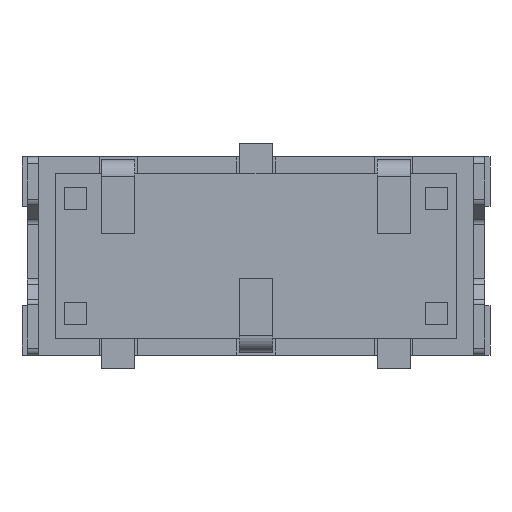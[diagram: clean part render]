
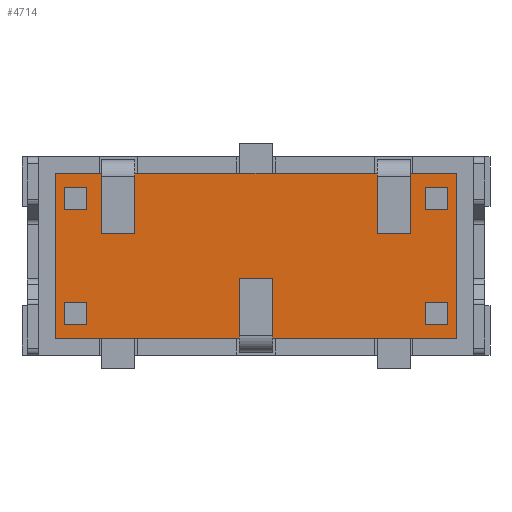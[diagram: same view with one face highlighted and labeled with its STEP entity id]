
A CAD part, front view. The second image highlights one B-rep face of the part: STEP entity #4714.
In plain terms, the highlighted planar face has unit normal (0, -1, 0).
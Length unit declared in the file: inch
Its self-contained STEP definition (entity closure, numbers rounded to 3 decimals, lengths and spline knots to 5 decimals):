
#34=DIRECTION('',(-1.,0.,0.));
#35=VECTOR('',#34,0.02362);
#36=CARTESIAN_POINT('',(0.11024,0.,0.05709));
#37=LINE('',#36,#35);
#38=DIRECTION('',(0.,0.,-1.));
#39=VECTOR('',#38,0.00197);
#40=CARTESIAN_POINT('',(0.11024,0.,0.05906));
#41=LINE('',#40,#39);
#42=DIRECTION('',(1.,0.,0.));
#43=VECTOR('',#42,0.03346);
#44=CARTESIAN_POINT('',(0.11024,0.,0.05906));
#45=LINE('',#44,#43);
#46=DIRECTION('',(0.,0.,-1.));
#47=VECTOR('',#46,0.11811);
#48=CARTESIAN_POINT('',(0.1437,0.,0.05906));
#49=LINE('',#48,#47);
#50=DIRECTION('',(-1.,0.,0.));
#51=VECTOR('',#50,0.13189);
#52=CARTESIAN_POINT('',(0.1437,0.,-0.05906));
#53=LINE('',#52,#51);
#54=DIRECTION('',(0.,0.,1.));
#55=VECTOR('',#54,0.00197);
#56=CARTESIAN_POINT('',(0.01181,0.,-0.05906));
#57=LINE('',#56,#55);
#58=DIRECTION('',(1.,0.,0.));
#59=VECTOR('',#58,0.02362);
#60=CARTESIAN_POINT('',(-0.01181,0.,-0.05709));
#61=LINE('',#60,#59);
#62=DIRECTION('',(0.,0.,1.));
#63=VECTOR('',#62,0.00197);
#64=CARTESIAN_POINT('',(-0.01181,0.,-0.05906));
#65=LINE('',#64,#63);
#66=DIRECTION('',(-1.,0.,0.));
#67=VECTOR('',#66,0.13189);
#68=CARTESIAN_POINT('',(-0.01181,0.,-0.05906));
#69=LINE('',#68,#67);
#70=DIRECTION('',(0.,0.,1.));
#71=VECTOR('',#70,0.11811);
#72=CARTESIAN_POINT('',(-0.1437,0.,-0.05906));
#73=LINE('',#72,#71);
#74=DIRECTION('',(1.,0.,0.));
#75=VECTOR('',#74,0.03346);
#76=CARTESIAN_POINT('',(-0.1437,0.,0.05906));
#77=LINE('',#76,#75);
#78=DIRECTION('',(0.,0.,-1.));
#79=VECTOR('',#78,0.00197);
#80=CARTESIAN_POINT('',(-0.11024,0.,0.05906));
#81=LINE('',#80,#79);
#82=DIRECTION('',(-1.,0.,0.));
#83=VECTOR('',#82,0.02362);
#84=CARTESIAN_POINT('',(-0.08661,0.,0.05709));
#85=LINE('',#84,#83);
#86=DIRECTION('',(0.,0.,-1.));
#87=VECTOR('',#86,0.00197);
#88=CARTESIAN_POINT('',(-0.08661,0.,0.05906));
#89=LINE('',#88,#87);
#90=DIRECTION('',(1.,0.,0.));
#91=VECTOR('',#90,0.17323);
#92=CARTESIAN_POINT('',(-0.08661,0.,0.05906));
#93=LINE('',#92,#91);
#94=DIRECTION('',(0.,0.,-1.));
#95=VECTOR('',#94,0.00197);
#96=CARTESIAN_POINT('',(0.08661,0.,0.05906));
#97=LINE('',#96,#95);
#98=DIRECTION('',(-1.,0.,0.));
#99=VECTOR('',#98,0.01575);
#100=CARTESIAN_POINT('',(-0.12126,0.,-0.03346));
#101=LINE('',#100,#99);
#102=DIRECTION('',(0.,0.,-1.));
#103=VECTOR('',#102,0.01575);
#104=CARTESIAN_POINT('',(-0.13701,0.,-0.03346));
#105=LINE('',#104,#103);
#106=DIRECTION('',(1.,0.,0.));
#107=VECTOR('',#106,0.01575);
#108=CARTESIAN_POINT('',(-0.13701,0.,-0.04921));
#109=LINE('',#108,#107);
#110=DIRECTION('',(0.,0.,1.));
#111=VECTOR('',#110,0.01575);
#112=CARTESIAN_POINT('',(-0.12126,0.,-0.04921));
#113=LINE('',#112,#111);
#114=DIRECTION('',(0.,0.,-1.));
#115=VECTOR('',#114,0.01575);
#116=CARTESIAN_POINT('',(0.12126,0.,-0.03346));
#117=LINE('',#116,#115);
#118=DIRECTION('',(1.,0.,0.));
#119=VECTOR('',#118,0.01575);
#120=CARTESIAN_POINT('',(0.12126,0.,-0.04921));
#121=LINE('',#120,#119);
#122=DIRECTION('',(0.,0.,1.));
#123=VECTOR('',#122,0.01575);
#124=CARTESIAN_POINT('',(0.13701,0.,-0.04921));
#125=LINE('',#124,#123);
#126=DIRECTION('',(-1.,0.,0.));
#127=VECTOR('',#126,0.01575);
#128=CARTESIAN_POINT('',(0.13701,0.,-0.03346));
#129=LINE('',#128,#127);
#130=DIRECTION('',(0.,0.,1.));
#131=VECTOR('',#130,0.01575);
#132=CARTESIAN_POINT('',(-0.12126,0.,0.03346));
#133=LINE('',#132,#131);
#134=DIRECTION('',(-1.,0.,0.));
#135=VECTOR('',#134,0.01575);
#136=CARTESIAN_POINT('',(-0.12126,0.,0.04921));
#137=LINE('',#136,#135);
#138=DIRECTION('',(0.,0.,-1.));
#139=VECTOR('',#138,0.01575);
#140=CARTESIAN_POINT('',(-0.13701,0.,0.04921));
#141=LINE('',#140,#139);
#142=DIRECTION('',(1.,0.,0.));
#143=VECTOR('',#142,0.01575);
#144=CARTESIAN_POINT('',(-0.13701,0.,0.03346));
#145=LINE('',#144,#143);
#146=DIRECTION('',(1.,0.,0.));
#147=VECTOR('',#146,0.01575);
#148=CARTESIAN_POINT('',(0.12126,0.,0.03346));
#149=LINE('',#148,#147);
#150=DIRECTION('',(0.,0.,1.));
#151=VECTOR('',#150,0.01575);
#152=CARTESIAN_POINT('',(0.13701,0.,0.03346));
#153=LINE('',#152,#151);
#154=DIRECTION('',(-1.,0.,0.));
#155=VECTOR('',#154,0.01575);
#156=CARTESIAN_POINT('',(0.13701,0.,0.04921));
#157=LINE('',#156,#155);
#158=DIRECTION('',(0.,0.,-1.));
#159=VECTOR('',#158,0.01575);
#160=CARTESIAN_POINT('',(0.12126,0.,0.04921));
#161=LINE('',#160,#159);
#3667=CARTESIAN_POINT('',(0.1437,0.,0.05906));
#3668=CARTESIAN_POINT('',(0.1437,0.,-0.05906));
#3669=VERTEX_POINT('',#3667);
#3670=VERTEX_POINT('',#3668);
#3671=CARTESIAN_POINT('',(-0.1437,0.,-0.05906));
#3672=CARTESIAN_POINT('',(-0.1437,0.,0.05906));
#3673=VERTEX_POINT('',#3671);
#3674=VERTEX_POINT('',#3672);
#3745=CARTESIAN_POINT('',(-0.12126,0.,-0.03346));
#3746=CARTESIAN_POINT('',(-0.13701,0.,-0.03346));
#3747=VERTEX_POINT('',#3745);
#3748=VERTEX_POINT('',#3746);
#3749=CARTESIAN_POINT('',(-0.13701,0.,-0.04921));
#3750=VERTEX_POINT('',#3749);
#3751=CARTESIAN_POINT('',(-0.12126,0.,-0.04921));
#3752=VERTEX_POINT('',#3751);
#3753=CARTESIAN_POINT('',(0.12126,0.,-0.03346));
#3754=CARTESIAN_POINT('',(0.12126,0.,-0.04921));
#3755=VERTEX_POINT('',#3753);
#3756=VERTEX_POINT('',#3754);
#3757=CARTESIAN_POINT('',(0.13701,0.,-0.04921));
#3758=VERTEX_POINT('',#3757);
#3759=CARTESIAN_POINT('',(0.13701,0.,-0.03346));
#3760=VERTEX_POINT('',#3759);
#3761=CARTESIAN_POINT('',(-0.12126,0.,0.03346));
#3762=CARTESIAN_POINT('',(-0.12126,0.,0.04921));
#3763=VERTEX_POINT('',#3761);
#3764=VERTEX_POINT('',#3762);
#3765=CARTESIAN_POINT('',(-0.13701,0.,0.04921));
#3766=VERTEX_POINT('',#3765);
#3767=CARTESIAN_POINT('',(-0.13701,0.,0.03346));
#3768=VERTEX_POINT('',#3767);
#3769=CARTESIAN_POINT('',(0.12126,0.,0.03346));
#3770=CARTESIAN_POINT('',(0.13701,0.,0.03346));
#3771=VERTEX_POINT('',#3769);
#3772=VERTEX_POINT('',#3770);
#3773=CARTESIAN_POINT('',(0.13701,0.,0.04921));
#3774=VERTEX_POINT('',#3773);
#3775=CARTESIAN_POINT('',(0.12126,0.,0.04921));
#3776=VERTEX_POINT('',#3775);
#4475=CARTESIAN_POINT('',(-0.01181,0.,-0.05709));
#4476=CARTESIAN_POINT('',(0.01181,0.,-0.05709));
#4477=VERTEX_POINT('',#4475);
#4478=VERTEX_POINT('',#4476);
#4479=CARTESIAN_POINT('',(-0.01181,0.,-0.05906));
#4480=VERTEX_POINT('',#4479);
#4481=CARTESIAN_POINT('',(0.01181,0.,-0.05906));
#4482=VERTEX_POINT('',#4481);
#4543=CARTESIAN_POINT('',(-0.08661,0.,0.05709));
#4544=CARTESIAN_POINT('',(-0.11024,0.,0.05709));
#4545=VERTEX_POINT('',#4543);
#4546=VERTEX_POINT('',#4544);
#4547=CARTESIAN_POINT('',(-0.08661,0.,0.05906));
#4548=VERTEX_POINT('',#4547);
#4549=CARTESIAN_POINT('',(-0.11024,0.,0.05906));
#4550=VERTEX_POINT('',#4549);
#4611=CARTESIAN_POINT('',(0.11024,0.,0.05709));
#4612=CARTESIAN_POINT('',(0.08661,0.,0.05709));
#4613=VERTEX_POINT('',#4611);
#4614=VERTEX_POINT('',#4612);
#4615=CARTESIAN_POINT('',(0.11024,0.,0.05906));
#4616=VERTEX_POINT('',#4615);
#4617=CARTESIAN_POINT('',(0.08661,0.,0.05906));
#4618=VERTEX_POINT('',#4617);
#4635=CARTESIAN_POINT('',(0.,0.,0.));
#4636=DIRECTION('',(0.,1.,0.));
#4637=DIRECTION('',(1.,0.,0.));
#4638=AXIS2_PLACEMENT_3D('',#4635,#4636,#4637);
#4639=PLANE('',#4638);
#4641=ORIENTED_EDGE('',*,*,#4640,.F.);
#4643=ORIENTED_EDGE('',*,*,#4642,.F.);
#4645=ORIENTED_EDGE('',*,*,#4644,.T.);
#4647=ORIENTED_EDGE('',*,*,#4646,.T.);
#4649=ORIENTED_EDGE('',*,*,#4648,.T.);
#4651=ORIENTED_EDGE('',*,*,#4650,.T.);
#4653=ORIENTED_EDGE('',*,*,#4652,.F.);
#4655=ORIENTED_EDGE('',*,*,#4654,.F.);
#4657=ORIENTED_EDGE('',*,*,#4656,.T.);
#4659=ORIENTED_EDGE('',*,*,#4658,.T.);
#4661=ORIENTED_EDGE('',*,*,#4660,.T.);
#4663=ORIENTED_EDGE('',*,*,#4662,.T.);
#4665=ORIENTED_EDGE('',*,*,#4664,.F.);
#4667=ORIENTED_EDGE('',*,*,#4666,.F.);
#4669=ORIENTED_EDGE('',*,*,#4668,.T.);
#4671=ORIENTED_EDGE('',*,*,#4670,.T.);
#4672=EDGE_LOOP('',(#4641,#4643,#4645,#4647,#4649,#4651,#4653,#4655,#4657,#4659,
#4661,#4663,#4665,#4667,#4669,#4671));
#4673=FACE_OUTER_BOUND('',#4672,.F.);
#4675=ORIENTED_EDGE('',*,*,#4674,.T.);
#4677=ORIENTED_EDGE('',*,*,#4676,.T.);
#4679=ORIENTED_EDGE('',*,*,#4678,.T.);
#4681=ORIENTED_EDGE('',*,*,#4680,.T.);
#4682=EDGE_LOOP('',(#4675,#4677,#4679,#4681));
#4683=FACE_BOUND('',#4682,.F.);
#4685=ORIENTED_EDGE('',*,*,#4684,.T.);
#4687=ORIENTED_EDGE('',*,*,#4686,.T.);
#4689=ORIENTED_EDGE('',*,*,#4688,.T.);
#4691=ORIENTED_EDGE('',*,*,#4690,.T.);
#4692=EDGE_LOOP('',(#4685,#4687,#4689,#4691));
#4693=FACE_BOUND('',#4692,.F.);
#4695=ORIENTED_EDGE('',*,*,#4694,.T.);
#4697=ORIENTED_EDGE('',*,*,#4696,.T.);
#4699=ORIENTED_EDGE('',*,*,#4698,.T.);
#4701=ORIENTED_EDGE('',*,*,#4700,.T.);
#4702=EDGE_LOOP('',(#4695,#4697,#4699,#4701));
#4703=FACE_BOUND('',#4702,.F.);
#4705=ORIENTED_EDGE('',*,*,#4704,.T.);
#4707=ORIENTED_EDGE('',*,*,#4706,.T.);
#4709=ORIENTED_EDGE('',*,*,#4708,.T.);
#4711=ORIENTED_EDGE('',*,*,#4710,.T.);
#4712=EDGE_LOOP('',(#4705,#4707,#4709,#4711));
#4713=FACE_BOUND('',#4712,.F.);
#4714=ADVANCED_FACE('',(#4673,#4683,#4693,#4703,#4713),#4639,.F.);
#4640=EDGE_CURVE('',#4613,#4614,#37,.T.);
#4642=EDGE_CURVE('',#4616,#4613,#41,.T.);
#4644=EDGE_CURVE('',#4616,#3669,#45,.T.);
#4646=EDGE_CURVE('',#3669,#3670,#49,.T.);
#4648=EDGE_CURVE('',#3670,#4482,#53,.T.);
#4650=EDGE_CURVE('',#4482,#4478,#57,.T.);
#4652=EDGE_CURVE('',#4477,#4478,#61,.T.);
#4654=EDGE_CURVE('',#4480,#4477,#65,.T.);
#4656=EDGE_CURVE('',#4480,#3673,#69,.T.);
#4658=EDGE_CURVE('',#3673,#3674,#73,.T.);
#4660=EDGE_CURVE('',#3674,#4550,#77,.T.);
#4662=EDGE_CURVE('',#4550,#4546,#81,.T.);
#4664=EDGE_CURVE('',#4545,#4546,#85,.T.);
#4666=EDGE_CURVE('',#4548,#4545,#89,.T.);
#4668=EDGE_CURVE('',#4548,#4618,#93,.T.);
#4670=EDGE_CURVE('',#4618,#4614,#97,.T.);
#4674=EDGE_CURVE('',#3747,#3748,#101,.T.);
#4676=EDGE_CURVE('',#3748,#3750,#105,.T.);
#4678=EDGE_CURVE('',#3750,#3752,#109,.T.);
#4680=EDGE_CURVE('',#3752,#3747,#113,.T.);
#4684=EDGE_CURVE('',#3755,#3756,#117,.T.);
#4686=EDGE_CURVE('',#3756,#3758,#121,.T.);
#4688=EDGE_CURVE('',#3758,#3760,#125,.T.);
#4690=EDGE_CURVE('',#3760,#3755,#129,.T.);
#4694=EDGE_CURVE('',#3763,#3764,#133,.T.);
#4696=EDGE_CURVE('',#3764,#3766,#137,.T.);
#4698=EDGE_CURVE('',#3766,#3768,#141,.T.);
#4700=EDGE_CURVE('',#3768,#3763,#145,.T.);
#4704=EDGE_CURVE('',#3771,#3772,#149,.T.);
#4706=EDGE_CURVE('',#3772,#3774,#153,.T.);
#4708=EDGE_CURVE('',#3774,#3776,#157,.T.);
#4710=EDGE_CURVE('',#3776,#3771,#161,.T.);
